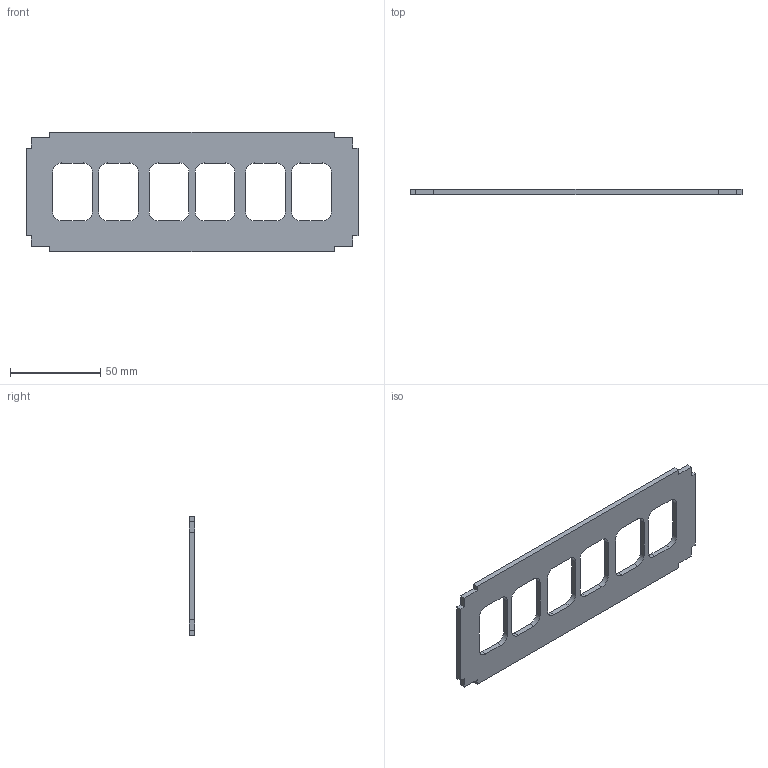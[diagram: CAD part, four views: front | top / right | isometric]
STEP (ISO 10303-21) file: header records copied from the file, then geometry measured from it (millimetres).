
FILE_DESCRIPTION(/* description */ (''),/* implementation_level */ '2;1');
FILE_NAME(/* name */ 'Front.step',/* time_stamp */ '2021-09-23T21:58:10+02:00',/* author */ (''),/* organization */ (''),/* preprocessor_version */ 'ST-DEVELOPER v18.1',/* originating_system */ 'Autodesk Translation Framework v10.10.0.1391',/* authorisation */ '');
FILE_SCHEMA (('AUTOMOTIVE_DESIGN { 1 0 10303 214 3 1 1 }'));
Length unit declared in the file: millimetre
Products named in the file (1): Front
Bounding box: 183.46 x 3 x 66.28 mm (x, y, z)
Volume: 23509.3 mm3; surface area: 18966 mm2
Topology: 1 solids, 1 shells, 118 faces, 348 edges, 232 vertices
Faces by surface type: cylinder 72, plane 46
Entity records: 4060 total; most frequent: DIRECTION 730, CARTESIAN_POINT 699, ORIENTED_EDGE 696, EDGE_CURVE 348, AXIS2_PLACEMENT_3D 263, VERTEX_POINT 232, LINE 204, VECTOR 204
